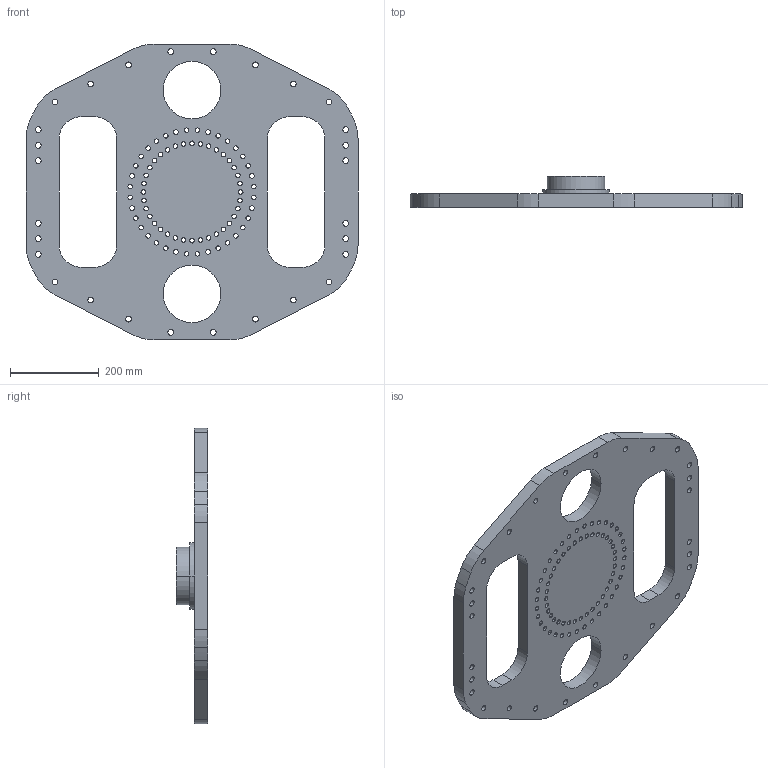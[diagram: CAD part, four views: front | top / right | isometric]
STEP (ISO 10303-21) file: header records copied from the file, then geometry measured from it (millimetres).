
FILE_DESCRIPTION((''),'2;1');
FILE_NAME('CEBI1','2021-11-22T',('fanyzh'),('babu'),'PRO/ENGINEER BY PARAMETRIC TECHNOLOGY CORPORATION, 2010280','PRO/ENGINEER BY PARAMETRIC TECHNOLOGY CORPORATION, 2010280','');
FILE_SCHEMA(('AP203_CONFIGURATION_CONTROLLED_3D_DESIGN_OF_MECHANICAL_PARTS_AND_ASSEMBLIES_MIM_LF'));
Length unit declared in the file: millimetre
Products named in the file (1): CEBI1
Bounding box: 749.4 x 70 x 668.13 mm (x, y, z)
Volume: 9619380.4 mm3; surface area: 884967.7 mm2
Topology: 1 solids, 1 shells, 348 faces, 948 edges, 632 vertices
Faces by surface type: cylinder 288, plane 60
Entity records: 16369 total; most frequent: DIRECTION 2487, CARTESIAN_POINT 2112, ORIENTED_EDGE 1896, PRESENTATION_STYLE_ASSIGNMENT 1134, STYLED_ITEM 1130, CURVE_STYLE 1129, AXIS2_PLACEMENT_3D 1009, EDGE_CURVE 948
